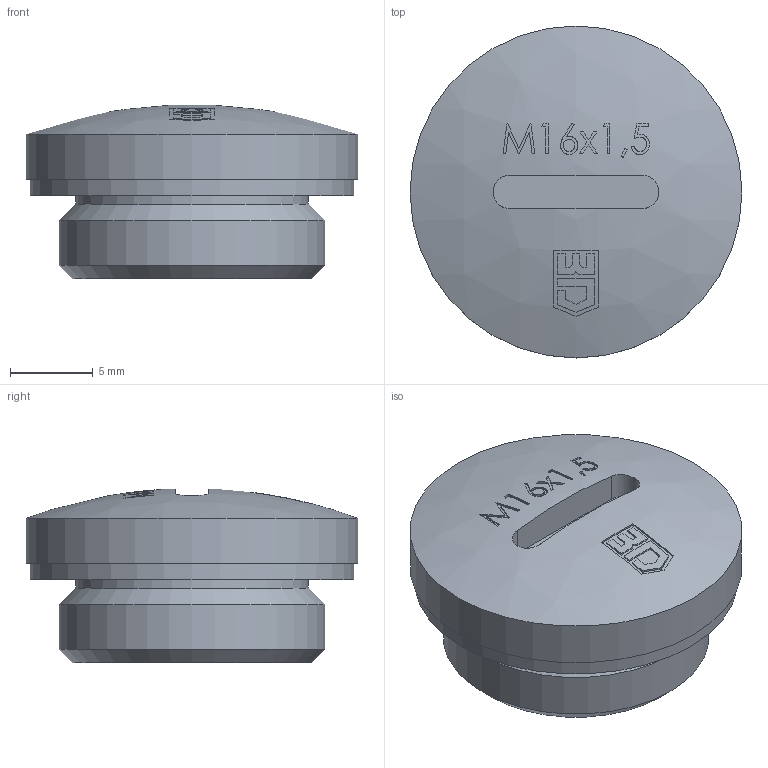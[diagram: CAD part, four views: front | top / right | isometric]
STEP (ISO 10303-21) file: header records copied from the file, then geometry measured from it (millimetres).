
FILE_DESCRIPTION(/* description */ (''),/* implementation_level */ '2;1');
FILE_NAME(/* name */ '52011220_MBL 16.stp',/* time_stamp */ '2017-08-29T13:10:29+02:00',/* author */ ('haertel'),/* organization */ (''),/* preprocessor_version */ 'ST-DEVELOPER v16.5',/* originating_system */ 'Autodesk Inventor 2017',/* authorisation */ '');
FILE_SCHEMA (('AUTOMOTIVE_DESIGN { 1 0 10303 214 3 1 1 }'));
Length unit declared in the file: millimetre
Products named in the file (3): 52011220_MBL 16; 52011200_MBL 16; FD-M16-GR_3D
Assembly tree (2 placements, depth 2):
  52011220_MBL 16
    52011200_MBL 16
    FD-M16-GR_3D
Bounding box: 20 x 20 x 10.45 mm (x, y, z)
Volume: 1597.9 mm3; surface area: 1892.7 mm2
Topology: 2 solids, 2 shells, 136 faces, 352 edges, 234 vertices
Faces by surface type: plane 94, bspline 18, sphere 14, cylinder 8, cone 2
Full cylindrical faces by diameter (mm): 11 x1, 14 x1, 14.1 x1, 16 x1, 19.5 x1, 20 x1
Entity records: 5713 total; most frequent: CARTESIAN_POINT 2279, DIRECTION 740, ORIENTED_EDGE 684, EDGE_CURVE 342, AXIS2_PLACEMENT_3D 313, VERTEX_POINT 232, CIRCLE 190, EDGE_LOOP 160
